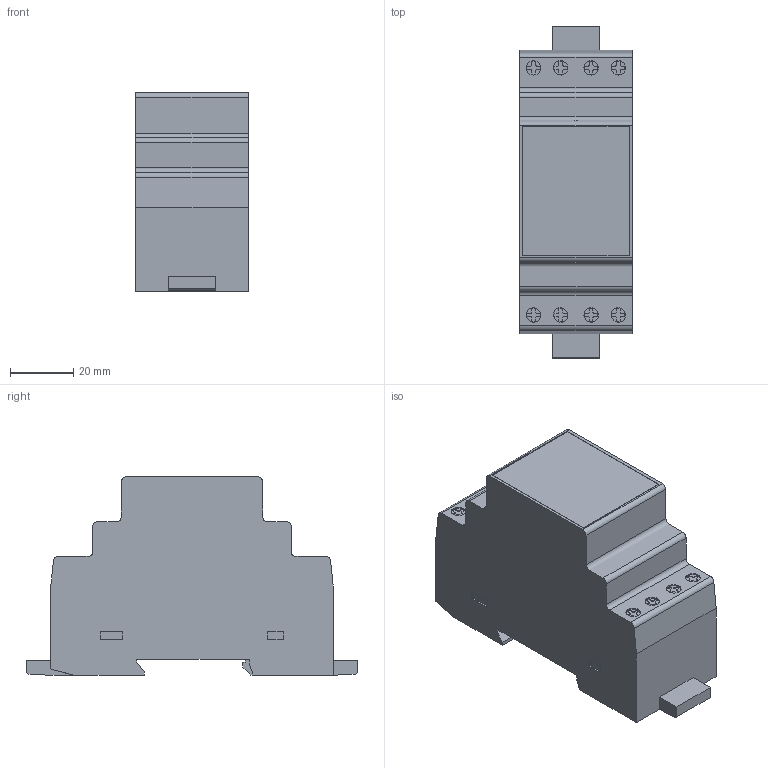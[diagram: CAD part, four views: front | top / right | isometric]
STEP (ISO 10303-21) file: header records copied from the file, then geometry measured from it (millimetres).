
FILE_DESCRIPTION((''),'2;1');
FILE_NAME('3d_PMV40A600.stp','2012-10-03T09:09:54',(''),(''),'Mechanical Desktop 2011','Mechanical Desktop 2011',', , ');
FILE_SCHEMA(('CONFIG_CONTROL_DESIGN'));
Length unit declared in the file: millimetre
Products named in the file (1): Product
Bounding box: 35.8 x 105.38 x 62.99 mm (x, y, z)
Volume: 163280.8 mm3; surface area: 20952.1 mm2
Topology: 1 solids, 1 shells, 341 faces, 1027 edges, 760 vertices
Faces by surface type: plane 315, cylinder 26
Entity records: 11385 total; most frequent: CARTESIAN_POINT 2076, ORIENTED_EDGE 1948, DIRECTION 1780, EDGE_CURVE 974, VECTOR 958, LINE 958, VERTEX_POINT 654, AXIS2_PLACEMENT_3D 411
